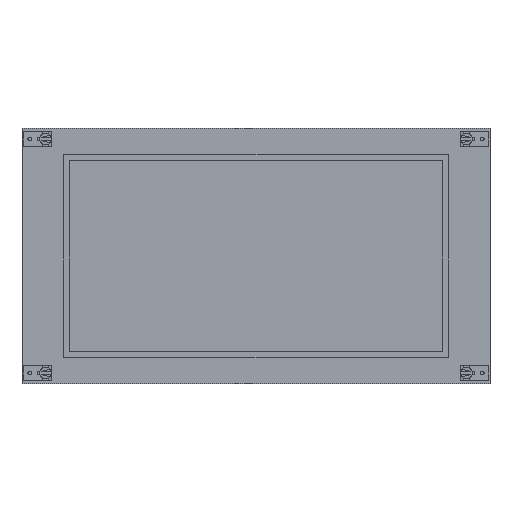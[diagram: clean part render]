
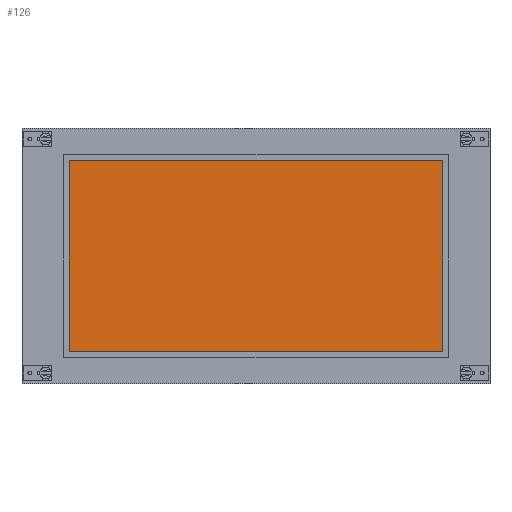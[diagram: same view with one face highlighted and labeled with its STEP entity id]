
A CAD part, top view. The second image highlights one B-rep face of the part: STEP entity #126.
In plain terms, the highlighted planar face has unit normal (0, 0, 1).
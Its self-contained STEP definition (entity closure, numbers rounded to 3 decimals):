
#47=DIRECTION('',(0.,-1.,0.));
#48=VECTOR('',#47,239.95);
#49=CARTESIAN_POINT('',(77.225,-5.025,-1.));
#50=LINE('',#49,#48);
#55=DIRECTION('',(1.,0.,0.));
#56=VECTOR('',#55,454.45);
#57=CARTESIAN_POINT('',(-377.225,-244.975,-1.));
#58=LINE('',#57,#56);
#71=DIRECTION('',(-1.,0.,0.));
#72=VECTOR('',#71,454.45);
#73=CARTESIAN_POINT('',(77.225,-5.025,-1.));
#74=LINE('',#73,#72);
#79=DIRECTION('',(0.,-1.,0.));
#80=VECTOR('',#79,239.95);
#81=CARTESIAN_POINT('',(-377.225,-5.025,-1.));
#82=LINE('',#81,#80);
#95=CARTESIAN_POINT('',(77.225,-5.025,-1.));
#96=CARTESIAN_POINT('',(77.225,-244.975,-1.));
#97=VERTEX_POINT('',#95);
#98=VERTEX_POINT('',#96);
#103=CARTESIAN_POINT('',(-377.225,-5.025,-1.));
#104=CARTESIAN_POINT('',(-377.225,-244.975,-1.));
#105=VERTEX_POINT('',#103);
#106=VERTEX_POINT('',#104);
#111=CARTESIAN_POINT('',(0.,0.,-1.));
#112=DIRECTION('',(0.,0.,-1.));
#113=DIRECTION('',(-1.,0.,0.));
#114=AXIS2_PLACEMENT_3D('',#111,#112,#113);
#115=PLANE('',#114);
#117=ORIENTED_EDGE('',*,*,#116,.F.);
#119=ORIENTED_EDGE('',*,*,#118,.F.);
#121=ORIENTED_EDGE('',*,*,#120,.F.);
#123=ORIENTED_EDGE('',*,*,#122,.T.);
#124=EDGE_LOOP('',(#117,#119,#121,#123));
#125=FACE_OUTER_BOUND('',#124,.F.);
#116=EDGE_CURVE('',#106,#98,#58,.T.);
#118=EDGE_CURVE('',#105,#106,#82,.T.);
#120=EDGE_CURVE('',#97,#105,#74,.T.);
#122=EDGE_CURVE('',#97,#98,#50,.T.);
#126=ADVANCED_FACE('',(#125),#115,.F.);
